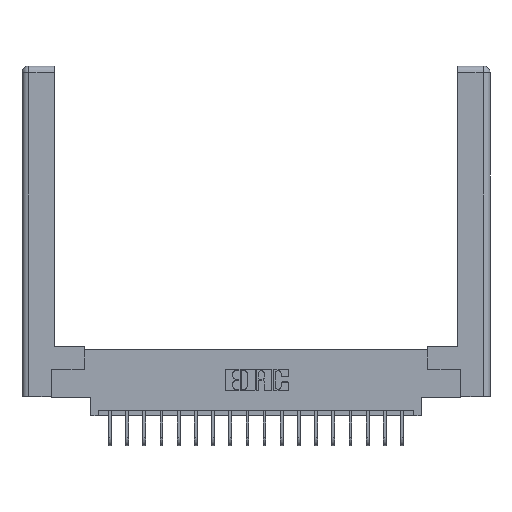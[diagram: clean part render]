
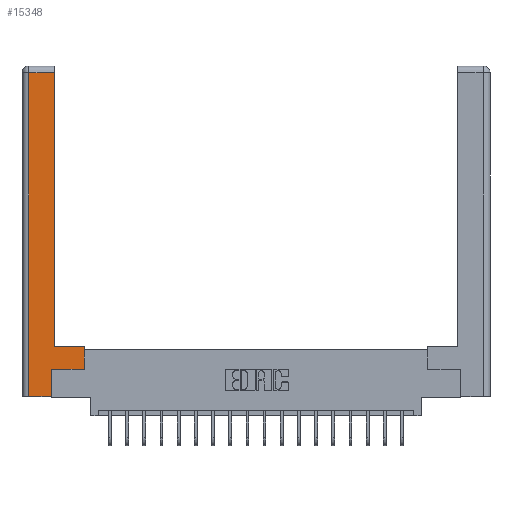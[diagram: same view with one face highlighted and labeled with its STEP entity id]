
A CAD part, top view. The second image highlights one B-rep face of the part: STEP entity #15348.
In plain terms, the highlighted planar face has unit normal (0, 0, 1).
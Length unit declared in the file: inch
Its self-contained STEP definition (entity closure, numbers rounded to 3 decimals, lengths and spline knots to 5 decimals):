
#844 = FACE_OUTER_BOUND ( 'NONE', #11080, .T. ) ;
#991 = EDGE_CURVE ( 'NONE', #8346, #21001, #10565, .T. ) ;
#1017 = ORIENTED_EDGE ( 'NONE', *, *, #9327, .T. ) ;
#1692 = VERTEX_POINT ( 'NONE', #15712 ) ;
#1758 = LINE ( 'NONE', #5324, #21355 ) ;
#2234 = DIRECTION ( 'NONE',  ( 0., 1., 0. ) ) ;
#2995 = VERTEX_POINT ( 'NONE', #5414 ) ;
#3195 = LINE ( 'NONE', #5006, #20470 ) ;
#3330 = AXIS2_PLACEMENT_3D ( 'NONE', #18730, #7289, #14218 ) ;
#3439 = DIRECTION ( 'NONE',  ( 0., 1., 0. ) ) ;
#3652 = PLANE ( 'NONE',  #3330 ) ;
#4715 = VERTEX_POINT ( 'NONE', #7908 ) ;
#5006 = CARTESIAN_POINT ( 'NONE',  ( 0.265, 0., 0. ) ) ;
#5202 = LINE ( 'NONE', #13567, #6507 ) ;
#5324 = CARTESIAN_POINT ( 'NONE',  ( 0.265, 0.245, 0. ) ) ;
#5414 = CARTESIAN_POINT ( 'NONE',  ( 0.0615, 0., 0. ) ) ;
#5423 = CARTESIAN_POINT ( 'NONE',  ( 0.295, 3., 0. ) ) ;
#5970 = LINE ( 'NONE', #5423, #15901 ) ;
#6483 = ORIENTED_EDGE ( 'NONE', *, *, #19750, .T. ) ;
#6507 = VECTOR ( 'NONE', #10206, 39.37008 ) ;
#6519 = EDGE_CURVE ( 'NONE', #15880, #2995, #5202, .T. ) ;
#6852 = CARTESIAN_POINT ( 'NONE',  ( 0.0615, 2.94, 0. ) ) ;
#7128 = VECTOR ( 'NONE', #11047, 39.37008 ) ;
#7289 = DIRECTION ( 'NONE',  ( 0., 0., -1. ) ) ;
#7483 = EDGE_CURVE ( 'NONE', #1692, #8072, #15933, .T. ) ;
#7908 = CARTESIAN_POINT ( 'NONE',  ( 0.295, 2.94, 0. ) ) ;
#8072 = VERTEX_POINT ( 'NONE', #17931 ) ;
#8346 = VERTEX_POINT ( 'NONE', #8554 ) ;
#8528 = DIRECTION ( 'NONE',  ( -1., 0., 0. ) ) ;
#8554 = CARTESIAN_POINT ( 'NONE',  ( 0.565, 0.45, 0. ) ) ;
#9310 = DIRECTION ( 'NONE',  ( 1., 0., 0. ) ) ;
#9327 = EDGE_CURVE ( 'NONE', #19886, #1692, #1758, .T. ) ;
#9792 = VECTOR ( 'NONE', #21033, 39.37008 ) ;
#10001 = ORIENTED_EDGE ( 'NONE', *, *, #19911, .T. ) ;
#10206 = DIRECTION ( 'NONE',  ( 0., -1., 0. ) ) ;
#10322 = CARTESIAN_POINT ( 'NONE',  ( 0.0615, 2.94, 0. ) ) ;
#10378 = ORIENTED_EDGE ( 'NONE', *, *, #6519, .T. ) ;
#10565 = LINE ( 'NONE', #19366, #9792 ) ;
#11047 = DIRECTION ( 'NONE',  ( 0., 1., 0. ) ) ;
#11080 = EDGE_LOOP ( 'NONE', ( #19224, #18985, #10378, #10001, #1017, #13678, #6483, #18869 ) ) ;
#11560 = LINE ( 'NONE', #21029, #7128 ) ;
#11744 = VECTOR ( 'NONE', #9310, 39.37008 ) ;
#11777 = DIRECTION ( 'NONE',  ( 1., 0., 0. ) ) ;
#13372 = LINE ( 'NONE', #6852, #15735 ) ;
#13567 = CARTESIAN_POINT ( 'NONE',  ( 0.0615, 0., 0. ) ) ;
#13678 = ORIENTED_EDGE ( 'NONE', *, *, #7483, .T. ) ;
#14218 = DIRECTION ( 'NONE',  ( -1., 0., 0. ) ) ;
#14817 = CARTESIAN_POINT ( 'NONE',  ( 0.295, 0.45, 0. ) ) ;
#15348 = ADVANCED_FACE ( 'NONE', ( #844 ), #3652, .F. ) ;
#15712 = CARTESIAN_POINT ( 'NONE',  ( 0.265, 0.245, 0. ) ) ;
#15735 = VECTOR ( 'NONE', #8528, 39.37008 ) ;
#15880 = VERTEX_POINT ( 'NONE', #10322 ) ;
#15901 = VECTOR ( 'NONE', #2234, 39.37008 ) ;
#15933 = LINE ( 'NONE', #19491, #11744 ) ;
#16407 = CARTESIAN_POINT ( 'NONE',  ( 0.265, 0., 0. ) ) ;
#16483 = EDGE_CURVE ( 'NONE', #21001, #4715, #5970, .T. ) ;
#17931 = CARTESIAN_POINT ( 'NONE',  ( 0.565, 0.245, 0. ) ) ;
#18730 = CARTESIAN_POINT ( 'NONE',  ( 0., 0., 0. ) ) ;
#18869 = ORIENTED_EDGE ( 'NONE', *, *, #991, .T. ) ;
#18985 = ORIENTED_EDGE ( 'NONE', *, *, #21158, .T. ) ;
#19224 = ORIENTED_EDGE ( 'NONE', *, *, #16483, .T. ) ;
#19366 = CARTESIAN_POINT ( 'NONE',  ( 0.295, 0.45, 0. ) ) ;
#19491 = CARTESIAN_POINT ( 'NONE',  ( 0.565, 0.245, 0. ) ) ;
#19750 = EDGE_CURVE ( 'NONE', #8072, #8346, #11560, .T. ) ;
#19886 = VERTEX_POINT ( 'NONE', #16407 ) ;
#19911 = EDGE_CURVE ( 'NONE', #2995, #19886, #3195, .T. ) ;
#20470 = VECTOR ( 'NONE', #11777, 39.37008 ) ;
#21001 = VERTEX_POINT ( 'NONE', #14817 ) ;
#21029 = CARTESIAN_POINT ( 'NONE',  ( 0.565, 0.45, 0. ) ) ;
#21033 = DIRECTION ( 'NONE',  ( -1., 0., 0. ) ) ;
#21158 = EDGE_CURVE ( 'NONE', #4715, #15880, #13372, .T. ) ;
#21355 = VECTOR ( 'NONE', #3439, 39.37008 ) ;
